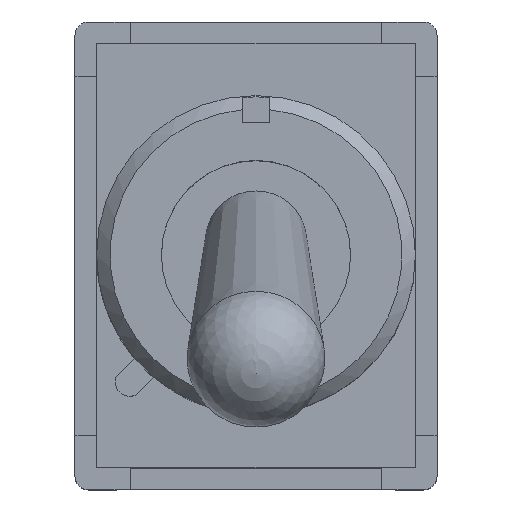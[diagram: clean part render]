
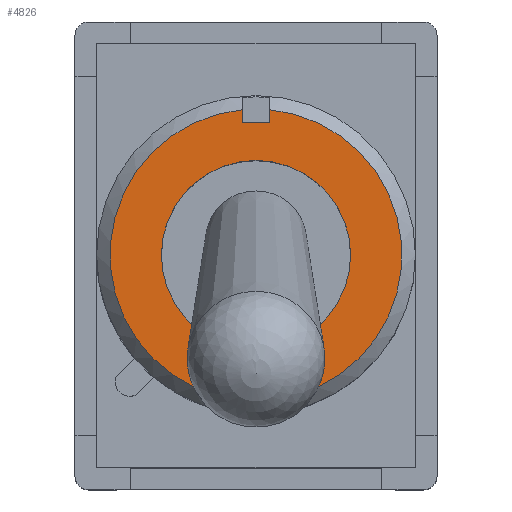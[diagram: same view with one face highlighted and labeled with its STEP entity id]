
A CAD part, top view. The second image highlights one B-rep face of the part: STEP entity #4826.
In plain terms, the highlighted planar face has unit normal (0, 0, 1).
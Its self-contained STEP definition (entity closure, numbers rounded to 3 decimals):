
#4355 = CONICAL_SURFACE('',#4356,2.743,0.785);
#4356 = AXIS2_PLACEMENT_3D('',#4357,#4358,#4359);
#4357 = CARTESIAN_POINT('',(0.,-0.005,
    13.105));
#4358 = DIRECTION('',(0.,0.,-1.));
#4359 = DIRECTION('',(0.,-1.,0.));
#4573 = VERTEX_POINT('',#4574);
#4574 = CARTESIAN_POINT('',(0.254,2.726,13.105));
#4591 = PLANE('',#4592);
#4592 = AXIS2_PLACEMENT_3D('',#4593,#4594,#4595);
#4593 = CARTESIAN_POINT('',(0.254,2.484,12.877));
#4594 = DIRECTION('',(1.,0.,0.));
#4595 = DIRECTION('',(0.,1.,0.));
#4607 = EDGE_CURVE('',#4608,#4573,#4610,.T.);
#4608 = VERTEX_POINT('',#4609);
#4609 = CARTESIAN_POINT('',(-0.254,2.726,13.105));
#4610 = SURFACE_CURVE('',#4611,(#4616,#4623),.PCURVE_S1.);
#4611 = CIRCLE('',#4612,2.743);
#4612 = AXIS2_PLACEMENT_3D('',#4613,#4614,#4615);
#4613 = CARTESIAN_POINT('',(0.,-0.005,
    13.105));
#4614 = DIRECTION('',(0.,0.,1.));
#4615 = DIRECTION('',(0.,1.,0.));
#4616 = PCURVE('',#4355,#4617);
#4617 = DEFINITIONAL_REPRESENTATION('',(#4618),#4622);
#4618 = LINE('',#4619,#4620);
#4619 = CARTESIAN_POINT('',(9.425,0.));
#4620 = VECTOR('',#4621,1.);
#4621 = DIRECTION('',(-1.,0.));
#4622 = ( GEOMETRIC_REPRESENTATION_CONTEXT(2) 
PARAMETRIC_REPRESENTATION_CONTEXT() REPRESENTATION_CONTEXT('2D SPACE',''
  ) );
#4623 = PCURVE('',#4624,#4629);
#4624 = PLANE('',#4625);
#4625 = AXIS2_PLACEMENT_3D('',#4626,#4627,#4628);
#4626 = CARTESIAN_POINT('',(0.,1.773,
    13.105));
#4627 = DIRECTION('',(0.,0.,1.));
#4628 = DIRECTION('',(0.,1.,0.));
#4629 = DEFINITIONAL_REPRESENTATION('',(#4630),#4634);
#4630 = CIRCLE('',#4631,2.743);
#4631 = AXIS2_PLACEMENT_2D('',#4632,#4633);
#4632 = CARTESIAN_POINT('',(-1.778,0.));
#4633 = DIRECTION('',(1.,0.));
#4634 = ( GEOMETRIC_REPRESENTATION_CONTEXT(2) 
PARAMETRIC_REPRESENTATION_CONTEXT() REPRESENTATION_CONTEXT('2D SPACE',''
  ) );
#4655 = PLANE('',#4656);
#4656 = AXIS2_PLACEMENT_3D('',#4657,#4658,#4659);
#4657 = CARTESIAN_POINT('',(-0.254,2.992,12.877));
#4658 = DIRECTION('',(-1.,0.,0.));
#4659 = DIRECTION('',(0.,-1.,0.));
#4743 = PLANE('',#4744);
#4744 = AXIS2_PLACEMENT_3D('',#4745,#4746,#4747);
#4745 = CARTESIAN_POINT('',(-0.254,2.484,12.877));
#4746 = DIRECTION('',(0.,-1.,0.));
#4747 = DIRECTION('',(1.,0.,0.));
#4784 = VERTEX_POINT('',#4785);
#4785 = CARTESIAN_POINT('',(0.254,2.484,13.105));
#4806 = EDGE_CURVE('',#4784,#4573,#4807,.T.);
#4807 = SURFACE_CURVE('',#4808,(#4812,#4819),.PCURVE_S1.);
#4808 = LINE('',#4809,#4810);
#4809 = CARTESIAN_POINT('',(0.254,2.484,13.105));
#4810 = VECTOR('',#4811,1.);
#4811 = DIRECTION('',(0.,1.,0.));
#4812 = PCURVE('',#4591,#4813);
#4813 = DEFINITIONAL_REPRESENTATION('',(#4814),#4818);
#4814 = LINE('',#4815,#4816);
#4815 = CARTESIAN_POINT('',(0.,0.229));
#4816 = VECTOR('',#4817,1.);
#4817 = DIRECTION('',(1.,0.));
#4818 = ( GEOMETRIC_REPRESENTATION_CONTEXT(2) 
PARAMETRIC_REPRESENTATION_CONTEXT() REPRESENTATION_CONTEXT('2D SPACE',''
  ) );
#4819 = PCURVE('',#4624,#4820);
#4820 = DEFINITIONAL_REPRESENTATION('',(#4821),#4825);
#4821 = LINE('',#4822,#4823);
#4822 = CARTESIAN_POINT('',(0.711,-0.254));
#4823 = VECTOR('',#4824,1.);
#4824 = DIRECTION('',(1.,0.));
#4825 = ( GEOMETRIC_REPRESENTATION_CONTEXT(2) 
PARAMETRIC_REPRESENTATION_CONTEXT() REPRESENTATION_CONTEXT('2D SPACE',''
  ) );
#4826 = ADVANCED_FACE('',(#4827,#4875),#4624,.T.);
#4827 = FACE_BOUND('',#4828,.T.);
#4828 = EDGE_LOOP('',(#4829,#4852,#4873,#4874));
#4829 = ORIENTED_EDGE('',*,*,#4830,.F.);
#4830 = EDGE_CURVE('',#4831,#4784,#4833,.T.);
#4831 = VERTEX_POINT('',#4832);
#4832 = CARTESIAN_POINT('',(-0.254,2.484,13.105));
#4833 = SURFACE_CURVE('',#4834,(#4838,#4845),.PCURVE_S1.);
#4834 = LINE('',#4835,#4836);
#4835 = CARTESIAN_POINT('',(0.,2.484,
    13.105));
#4836 = VECTOR('',#4837,1.);
#4837 = DIRECTION('',(1.,0.,0.));
#4838 = PCURVE('',#4624,#4839);
#4839 = DEFINITIONAL_REPRESENTATION('',(#4840),#4844);
#4840 = LINE('',#4841,#4842);
#4841 = CARTESIAN_POINT('',(0.711,0.));
#4842 = VECTOR('',#4843,1.);
#4843 = DIRECTION('',(0.,-1.));
#4844 = ( GEOMETRIC_REPRESENTATION_CONTEXT(2) 
PARAMETRIC_REPRESENTATION_CONTEXT() REPRESENTATION_CONTEXT('2D SPACE',''
  ) );
#4845 = PCURVE('',#4743,#4846);
#4846 = DEFINITIONAL_REPRESENTATION('',(#4847),#4851);
#4847 = LINE('',#4848,#4849);
#4848 = CARTESIAN_POINT('',(0.254,0.229));
#4849 = VECTOR('',#4850,1.);
#4850 = DIRECTION('',(1.,0.));
#4851 = ( GEOMETRIC_REPRESENTATION_CONTEXT(2) 
PARAMETRIC_REPRESENTATION_CONTEXT() REPRESENTATION_CONTEXT('2D SPACE',''
  ) );
#4852 = ORIENTED_EDGE('',*,*,#4853,.F.);
#4853 = EDGE_CURVE('',#4608,#4831,#4854,.T.);
#4854 = SURFACE_CURVE('',#4855,(#4859,#4866),.PCURVE_S1.);
#4855 = LINE('',#4856,#4857);
#4856 = CARTESIAN_POINT('',(-0.254,1.773,13.105));
#4857 = VECTOR('',#4858,1.);
#4858 = DIRECTION('',(0.,-1.,0.));
#4859 = PCURVE('',#4624,#4860);
#4860 = DEFINITIONAL_REPRESENTATION('',(#4861),#4865);
#4861 = LINE('',#4862,#4863);
#4862 = CARTESIAN_POINT('',(0.,0.254));
#4863 = VECTOR('',#4864,1.);
#4864 = DIRECTION('',(-1.,0.));
#4865 = ( GEOMETRIC_REPRESENTATION_CONTEXT(2) 
PARAMETRIC_REPRESENTATION_CONTEXT() REPRESENTATION_CONTEXT('2D SPACE',''
  ) );
#4866 = PCURVE('',#4655,#4867);
#4867 = DEFINITIONAL_REPRESENTATION('',(#4868),#4872);
#4868 = LINE('',#4869,#4870);
#4869 = CARTESIAN_POINT('',(1.219,0.229));
#4870 = VECTOR('',#4871,1.);
#4871 = DIRECTION('',(1.,0.));
#4872 = ( GEOMETRIC_REPRESENTATION_CONTEXT(2) 
PARAMETRIC_REPRESENTATION_CONTEXT() REPRESENTATION_CONTEXT('2D SPACE',''
  ) );
#4873 = ORIENTED_EDGE('',*,*,#4607,.T.);
#4874 = ORIENTED_EDGE('',*,*,#4806,.F.);
#4875 = FACE_BOUND('',#4876,.T.);
#4876 = EDGE_LOOP('',(#4877));
#4877 = ORIENTED_EDGE('',*,*,#4878,.F.);
#4878 = EDGE_CURVE('',#4879,#4879,#4881,.T.);
#4879 = VERTEX_POINT('',#4880);
#4880 = CARTESIAN_POINT('',(0.,-1.783,
    13.105));
#4881 = SURFACE_CURVE('',#4882,(#4887,#4894),.PCURVE_S1.);
#4882 = CIRCLE('',#4883,1.778);
#4883 = AXIS2_PLACEMENT_3D('',#4884,#4885,#4886);
#4884 = CARTESIAN_POINT('',(0.,-0.005,
    13.105));
#4885 = DIRECTION('',(0.,0.,1.));
#4886 = DIRECTION('',(0.,1.,0.));
#4887 = PCURVE('',#4624,#4888);
#4888 = DEFINITIONAL_REPRESENTATION('',(#4889),#4893);
#4889 = CIRCLE('',#4890,1.778);
#4890 = AXIS2_PLACEMENT_2D('',#4891,#4892);
#4891 = CARTESIAN_POINT('',(-1.778,0.));
#4892 = DIRECTION('',(1.,0.));
#4893 = ( GEOMETRIC_REPRESENTATION_CONTEXT(2) 
PARAMETRIC_REPRESENTATION_CONTEXT() REPRESENTATION_CONTEXT('2D SPACE',''
  ) );
#4894 = PCURVE('',#4895,#4900);
#4895 = CYLINDRICAL_SURFACE('',#4896,1.778);
#4896 = AXIS2_PLACEMENT_3D('',#4897,#4898,#4899);
#4897 = CARTESIAN_POINT('',(0.,-0.005,
    13.105));
#4898 = DIRECTION('',(0.,0.,-1.));
#4899 = DIRECTION('',(0.,1.,0.));
#4900 = DEFINITIONAL_REPRESENTATION('',(#4901),#4905);
#4901 = LINE('',#4902,#4903);
#4902 = CARTESIAN_POINT('',(6.283,0.));
#4903 = VECTOR('',#4904,1.);
#4904 = DIRECTION('',(-1.,0.));
#4905 = ( GEOMETRIC_REPRESENTATION_CONTEXT(2) 
PARAMETRIC_REPRESENTATION_CONTEXT() REPRESENTATION_CONTEXT('2D SPACE',''
  ) );
